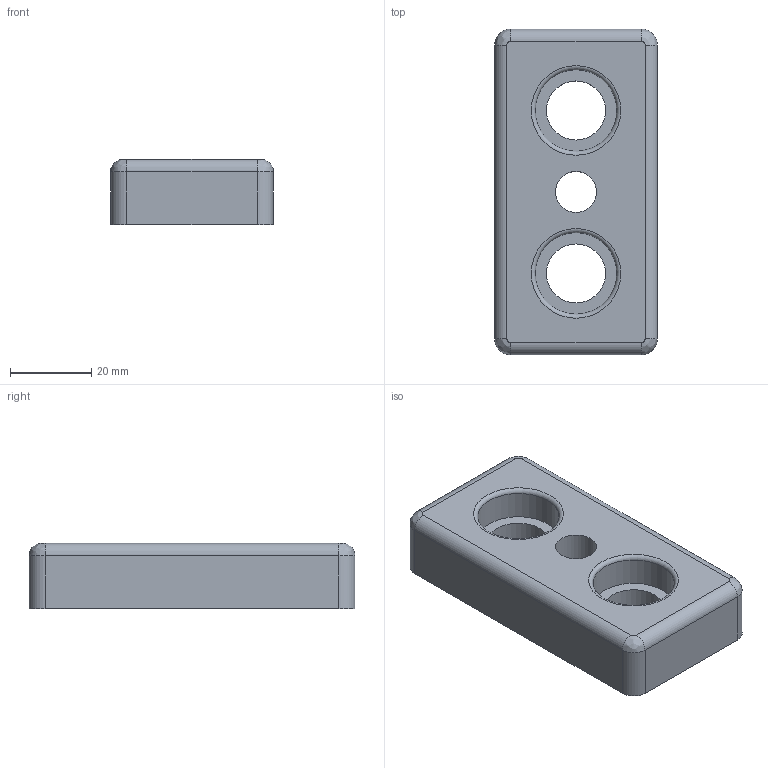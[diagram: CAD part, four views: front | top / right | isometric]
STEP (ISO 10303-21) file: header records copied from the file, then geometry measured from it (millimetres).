
FILE_DESCRIPTION(/* description */ (''),/* implementation_level */ '2;1');
FILE_NAME(/* name */ '1025398.stp',/* time_stamp */ '2024-07-24T11:27:28+02:00',/* author */ ('Bo'),/* organization */ (''),/* preprocessor_version */ 'ST-DEVELOPER v20',/* originating_system */ 'Autodesk Inventor 2025',/* authorisation */ ' ');
FILE_SCHEMA (('AUTOMOTIVE_DESIGN { 1 0 10303 214 3 1 1 }'));
Length unit declared in the file: millimetre
Products named in the file (1): 1025398
Bounding box: 40 x 80 x 16 mm (x, y, z)
Volume: 27946.5 mm3; surface area: 16252.1 mm2
Topology: 1 solids, 1 shells, 113 faces, 293 edges, 192 vertices
Faces by surface type: cylinder 63, plane 44, bspline 4, torus 2
Full cylindrical faces by diameter (mm): 10.106 x1, 14.5 x2, 20 x2
Entity records: 3703 total; most frequent: DIRECTION 647, CARTESIAN_POINT 631, ORIENTED_EDGE 586, EDGE_CURVE 293, AXIS2_PLACEMENT_3D 244, VERTEX_POINT 192, LINE 159, VECTOR 159
